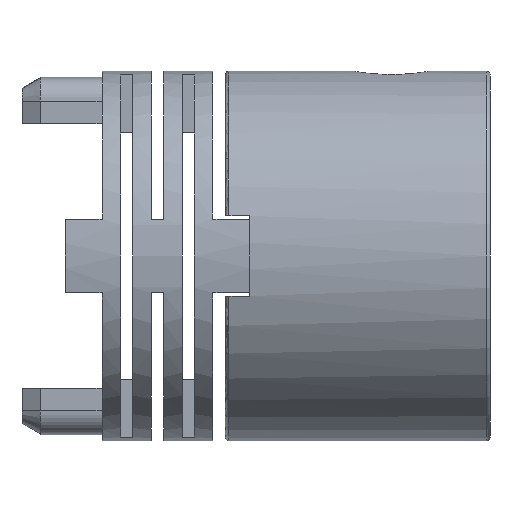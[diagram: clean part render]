
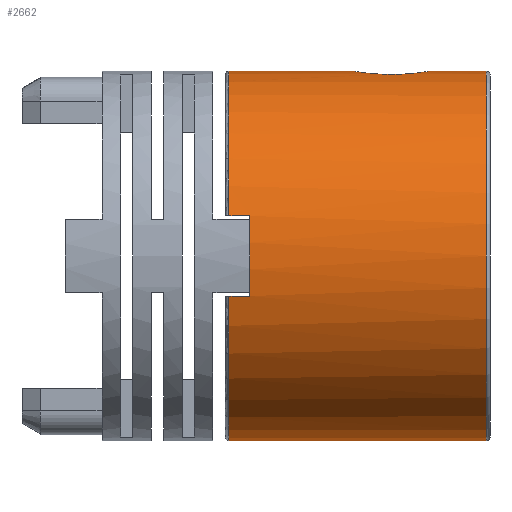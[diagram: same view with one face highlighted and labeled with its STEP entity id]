
A CAD part, left-side view. The second image highlights one B-rep face of the part: STEP entity #2662.
In plain terms, the highlighted cylindrical face has radius 15 mm (diameter 30 mm), a partial arc.
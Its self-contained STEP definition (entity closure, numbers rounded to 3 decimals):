
#219 = VERTEX_POINT ( 'NONE', #1463 ) ;
#229 = CIRCLE ( 'NONE', #3760, 15. ) ;
#350 = CIRCLE ( 'NONE', #4207, 15. ) ;
#387 = AXIS2_PLACEMENT_3D ( 'NONE', #2814, #2829, #2832 ) ;
#406 = CARTESIAN_POINT ( 'NONE',  ( 0., 19.5, 0. ) ) ;
#429 = AXIS2_PLACEMENT_3D ( 'NONE', #406, #1008, #1035 ) ;
#657 = VERTEX_POINT ( 'NONE', #4826 ) ;
#664 = EDGE_CURVE ( 'NONE', #1093, #1088, #1386, .T. ) ;
#696 = EDGE_CURVE ( 'NONE', #774, #1088, #1340, .T. ) ;
#705 = CARTESIAN_POINT ( 'NONE',  ( -14.644, 0., 3.25 ) ) ;
#711 = EDGE_CURVE ( 'NONE', #774, #4303, #1301, .T. ) ;
#737 = EDGE_CURVE ( 'NONE', #219, #851, #1267, .T. ) ;
#774 = VERTEX_POINT ( 'NONE', #3075 ) ;
#775 = EDGE_CURVE ( 'NONE', #4090, #3567, #3666, .T. ) ;
#851 = VERTEX_POINT ( 'NONE', #3771 ) ;
#1008 = DIRECTION ( 'NONE',  ( 0., 1., 0. ) ) ;
#1010 = CARTESIAN_POINT ( 'NONE',  ( -14.644, 0., -3.25 ) ) ;
#1035 = DIRECTION ( 'NONE',  ( 0., 0., 1. ) ) ;
#1088 = VERTEX_POINT ( 'NONE', #1214 ) ;
#1093 = VERTEX_POINT ( 'NONE', #1314 ) ;
#1155 = CARTESIAN_POINT ( 'NONE',  ( -2.767, 8., 14.742 ) ) ;
#1175 = EDGE_CURVE ( 'NONE', #1685, #4090, #3621, .T. ) ;
#1177 = CARTESIAN_POINT ( 'NONE',  ( -14.644, 21.2, -3.25 ) ) ;
#1201 = CARTESIAN_POINT ( 'NONE',  ( 0., 21.2, 15. ) ) ;
#1214 = CARTESIAN_POINT ( 'NONE',  ( -14.644, 19.5, 3.25 ) ) ;
#1267 = CIRCLE ( 'NONE', #387, 15. ) ;
#1295 = VECTOR ( 'NONE', #2663, 1000. ) ;
#1301 = LINE ( 'NONE', #1010, #1295 ) ;
#1314 = CARTESIAN_POINT ( 'NONE',  ( -14.644, 21.2, 3.25 ) ) ;
#1340 = CIRCLE ( 'NONE', #429, 15. ) ;
#1357 = CARTESIAN_POINT ( 'NONE',  ( 0., 11.025, 15. ) ) ;
#1375 = VECTOR ( 'NONE', #4630, 1000. ) ;
#1386 = LINE ( 'NONE', #705, #1375 ) ;
#1463 = CARTESIAN_POINT ( 'NONE',  ( 0., 0.3, -15. ) ) ;
#1519 = CARTESIAN_POINT ( 'NONE',  ( 0., 4.975, 15. ) ) ;
#1525 = EDGE_CURVE ( 'NONE', #4303, #657, #350, .T. ) ;
#1601 = EDGE_CURVE ( 'NONE', #4054, #1093, #229, .T. ) ;
#1685 = VERTEX_POINT ( 'NONE', #1519 ) ;
#2111 = CARTESIAN_POINT ( 'NONE',  ( 0., 4.975, 15. ) ) ;
#2115 = EDGE_CURVE ( 'NONE', #851, #1685, #4175, .T. ) ;
#2228 = EDGE_CURVE ( 'NONE', #219, #657, #4002, .T. ) ;
#2261 = EDGE_CURVE ( 'NONE', #3567, #4054, #3859, .T. ) ;
#2382 = CARTESIAN_POINT ( 'NONE',  ( -0.379, 4.996, 14.996 ) ) ;
#2395 = ORIENTED_EDGE ( 'NONE', *, *, #1525, .T. ) ;
#2402 = ORIENTED_EDGE ( 'NONE', *, *, #711, .T. ) ;
#2416 = ORIENTED_EDGE ( 'NONE', *, *, #696, .F. ) ;
#2423 = ORIENTED_EDGE ( 'NONE', *, *, #664, .T. ) ;
#2430 = ORIENTED_EDGE ( 'NONE', *, *, #1601, .T. ) ;
#2436 = CARTESIAN_POINT ( 'NONE',  ( -1.434, 5.407, 14.932 ) ) ;
#2445 = ORIENTED_EDGE ( 'NONE', *, *, #2261, .T. ) ;
#2451 = ORIENTED_EDGE ( 'NONE', *, *, #775, .T. ) ;
#2460 = ORIENTED_EDGE ( 'NONE', *, *, #1175, .T. ) ;
#2470 = ORIENTED_EDGE ( 'NONE', *, *, #2115, .T. ) ;
#2476 = ORIENTED_EDGE ( 'NONE', *, *, #737, .T. ) ;
#2482 = ORIENTED_EDGE ( 'NONE', *, *, #2228, .F. ) ;
#2540 = CARTESIAN_POINT ( 'NONE',  ( -1.272, 5.307, 14.947 ) ) ;
#2561 = CARTESIAN_POINT ( 'NONE',  ( -2.508, 6.709, 14.789 ) ) ;
#2568 = CARTESIAN_POINT ( 'NONE',  ( -0.931, 5.145, 14.972 ) ) ;
#2578 = CARTESIAN_POINT ( 'NONE',  ( -1.874, 5.769, 14.883 ) ) ;
#2618 = CARTESIAN_POINT ( 'NONE',  ( -2.125, 6.055, 14.849 ) ) ;
#2642 = CARTESIAN_POINT ( 'NONE',  ( -1.736, 5.639, 14.9 ) ) ;
#2647 = CARTESIAN_POINT ( 'NONE',  ( -2.235, 6.209, 14.833 ) ) ;
#2662 = ADVANCED_FACE ( 'NONE', ( #2845 ), #2821, .T. ) ;
#2663 = DIRECTION ( 'NONE',  ( 0., 1., 0. ) ) ;
#2666 = CARTESIAN_POINT ( 'NONE',  ( -2.426, 6.535, 14.803 ) ) ;
#2688 = CARTESIAN_POINT ( 'NONE',  ( -2.637, 7.064, 14.767 ) ) ;
#2697 = CARTESIAN_POINT ( 'NONE',  ( -2.751, 7.62, 14.746 ) ) ;
#2706 = CARTESIAN_POINT ( 'NONE',  ( -2.685, 7.247, 14.758 ) ) ;
#2719 = CARTESIAN_POINT ( 'NONE',  ( -2.767, 7.811, 14.742 ) ) ;
#2748 = CARTESIAN_POINT ( 'NONE',  ( -0.748, 5.081, 14.982 ) ) ;
#2785 = CARTESIAN_POINT ( 'NONE',  ( -2.767, 8., 14.742 ) ) ;
#2814 = CARTESIAN_POINT ( 'NONE',  ( 0., 0.3, 0. ) ) ;
#2821 = CYLINDRICAL_SURFACE ( 'NONE', #3364, 15. ) ;
#2829 = DIRECTION ( 'NONE',  ( 0., 1., 0. ) ) ;
#2832 = DIRECTION ( 'NONE',  ( 0., 0., 1. ) ) ;
#2845 = FACE_OUTER_BOUND ( 'NONE', #3338, .T. ) ;
#2852 = DIRECTION ( 'NONE',  ( 0., 1., 0. ) ) ;
#2856 = CARTESIAN_POINT ( 'NONE',  ( 0., 0., 15. ) ) ;
#2986 = DIRECTION ( 'NONE',  ( 0., 0., -1. ) ) ;
#3034 = DIRECTION ( 'NONE',  ( 0., -1., 0. ) ) ;
#3038 = CARTESIAN_POINT ( 'NONE',  ( -0.191, 4.975, 15. ) ) ;
#3069 = CARTESIAN_POINT ( 'NONE',  ( -2.767, 8., 14.742 ) ) ;
#3075 = CARTESIAN_POINT ( 'NONE',  ( -14.644, 19.5, -3.25 ) ) ;
#3080 = CARTESIAN_POINT ( 'NONE',  ( -2.767, 8.19, 14.742 ) ) ;
#3085 = CARTESIAN_POINT ( 'NONE',  ( -2.751, 8.378, 14.746 ) ) ;
#3087 = CARTESIAN_POINT ( 'NONE',  ( -2.686, 8.753, 14.758 ) ) ;
#3099 = CARTESIAN_POINT ( 'NONE',  ( -2.636, 8.939, 14.767 ) ) ;
#3103 = CARTESIAN_POINT ( 'NONE',  ( -2.506, 9.294, 14.789 ) ) ;
#3112 = CARTESIAN_POINT ( 'NONE',  ( -2.426, 9.465, 14.803 ) ) ;
#3120 = CARTESIAN_POINT ( 'NONE',  ( -2.234, 9.793, 14.833 ) ) ;
#3122 = CARTESIAN_POINT ( 'NONE',  ( -2.122, 9.948, 14.85 ) ) ;
#3125 = DIRECTION ( 'NONE',  ( 0., 1., 0. ) ) ;
#3129 = CARTESIAN_POINT ( 'NONE',  ( 0., 0., -15. ) ) ;
#3131 = CARTESIAN_POINT ( 'NONE',  ( -1.874, 10.231, 14.883 ) ) ;
#3134 = CARTESIAN_POINT ( 'NONE',  ( -1.737, 10.361, 14.9 ) ) ;
#3137 = CARTESIAN_POINT ( 'NONE',  ( -1.434, 10.593, 14.932 ) ) ;
#3148 = CARTESIAN_POINT ( 'NONE',  ( -1.272, 10.693, 14.947 ) ) ;
#3151 = CARTESIAN_POINT ( 'NONE',  ( -0.932, 10.855, 14.972 ) ) ;
#3153 = CARTESIAN_POINT ( 'NONE',  ( -0.75, 10.918, 14.982 ) ) ;
#3164 = CARTESIAN_POINT ( 'NONE',  ( -0.378, 11.004, 14.996 ) ) ;
#3168 = CARTESIAN_POINT ( 'NONE',  ( -0.19, 11.025, 15. ) ) ;
#3171 = CARTESIAN_POINT ( 'NONE',  ( 0., 11.025, 15. ) ) ;
#3181 = CARTESIAN_POINT ( 'NONE',  ( 0., 21.2, 0. ) ) ;
#3338 = EDGE_LOOP ( 'NONE', ( #2482, #2476, #2470, #2460, #2451, #2445, #2430, #2423, #2416, #2402, #2395 ) ) ;
#3364 = AXIS2_PLACEMENT_3D ( 'NONE', #3619, #3591, #3652 ) ;
#3564 = DIRECTION ( 'NONE',  ( 0., 1., 0. ) ) ;
#3567 = VERTEX_POINT ( 'NONE', #1357 ) ;
#3591 = DIRECTION ( 'NONE',  ( 0., 1., 0. ) ) ;
#3598 = CARTESIAN_POINT ( 'NONE',  ( 0., 0., 15. ) ) ;
#3619 = CARTESIAN_POINT ( 'NONE',  ( 0., 0., 0. ) ) ;
#3621 = B_SPLINE_CURVE_WITH_KNOTS ( 'NONE', 3,
 ( #2111, #3038, #2382, #2748, #2568, #2540, #2436, #2642, #2578, #2618, #2647, #2666, #2561, #2688, #2706, #2697, #2719, #2785 ),
 .UNSPECIFIED., .F., .F.,
 ( 4, 2, 2, 2, 2, 2, 2, 2, 4 ),
 ( 0.016, 0.016, 0.017, 0.018, 0.018, 0.019, 0.019, 0.02, 0.02 ),
 .UNSPECIFIED. ) ;
#3652 = DIRECTION ( 'NONE',  ( 0., 0., 1. ) ) ;
#3666 = B_SPLINE_CURVE_WITH_KNOTS ( 'NONE', 3,
 ( #3069, #3080, #3085, #3087, #3099, #3103, #3112, #3120, #3122, #3131, #3134, #3137, #3148, #3151, #3153, #3164, #3168, #3171 ),
 .UNSPECIFIED., .F., .F.,
 ( 4, 2, 2, 2, 2, 2, 2, 2, 4 ),
 ( 0.002, 0.003, 0.003, 0.004, 0.005, 0.005, 0.006, 0.006, 0.007 ),
 .UNSPECIFIED. ) ;
#3760 = AXIS2_PLACEMENT_3D ( 'NONE', #3181, #3034, #2986 ) ;
#3771 = CARTESIAN_POINT ( 'NONE',  ( 0., 0.3, 15. ) ) ;
#3845 = VECTOR ( 'NONE', #2852, 1000. ) ;
#3859 = LINE ( 'NONE', #2856, #3845 ) ;
#4002 = LINE ( 'NONE', #3129, #4034 ) ;
#4034 = VECTOR ( 'NONE', #3125, 1000. ) ;
#4054 = VERTEX_POINT ( 'NONE', #1201 ) ;
#4090 = VERTEX_POINT ( 'NONE', #1155 ) ;
#4144 = VECTOR ( 'NONE', #3564, 1000. ) ;
#4175 = LINE ( 'NONE', #3598, #4144 ) ;
#4207 = AXIS2_PLACEMENT_3D ( 'NONE', #4357, #4351, #4314 ) ;
#4303 = VERTEX_POINT ( 'NONE', #1177 ) ;
#4314 = DIRECTION ( 'NONE',  ( 0., 0., -1. ) ) ;
#4351 = DIRECTION ( 'NONE',  ( 0., -1., 0. ) ) ;
#4357 = CARTESIAN_POINT ( 'NONE',  ( 0., 21.2, 0. ) ) ;
#4630 = DIRECTION ( 'NONE',  ( 0., -1., 0. ) ) ;
#4826 = CARTESIAN_POINT ( 'NONE',  ( 0., 21.2, -15. ) ) ;
